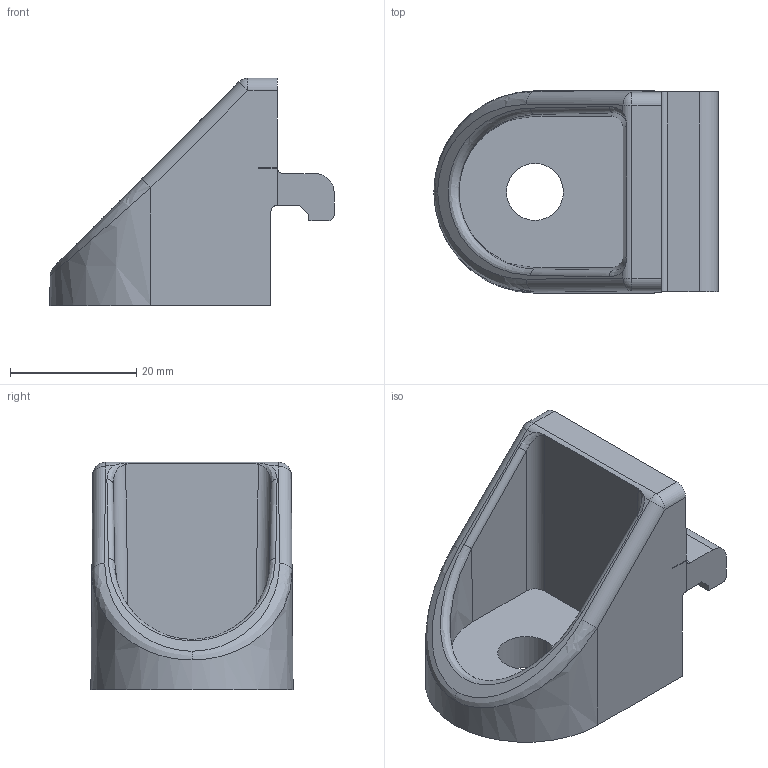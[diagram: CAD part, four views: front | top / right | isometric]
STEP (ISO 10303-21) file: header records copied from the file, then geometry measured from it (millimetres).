
FILE_DESCRIPTION (( 'STEP AP214' ), '1' );
FILE_NAME ('093wk401n08r.STEP', '2014-08-19T13:39:53', ( '' ), ( '' ), 'SwSTEP 2.0', 'SolidWorks 2014', '' );
FILE_SCHEMA (( 'AUTOMOTIVE_DESIGN' ));
Length unit declared in the file: millimetre
Products named in the file (1): 093wk401n08r
Bounding box: 45 x 32 x 36 mm (x, y, z)
Volume: 15897.5 mm3; surface area: 7298.5 mm2
Topology: 1 solids, 1 shells, 49 faces, 125 edges, 78 vertices
Faces by surface type: plane 25, cylinder 15, bspline 5, cone 2, sphere 2
Entity records: 1844 total; most frequent: CARTESIAN_POINT 668, ORIENTED_EDGE 250, DIRECTION 224, EDGE_CURVE 125, LINE 80, VECTOR 80, VERTEX_POINT 78, AXIS2_PLACEMENT_3D 72
